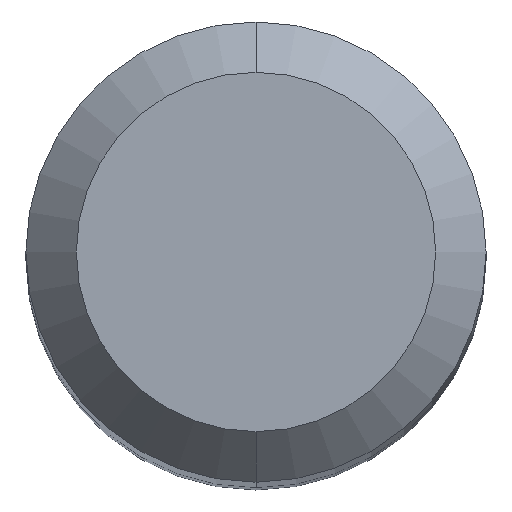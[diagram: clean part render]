
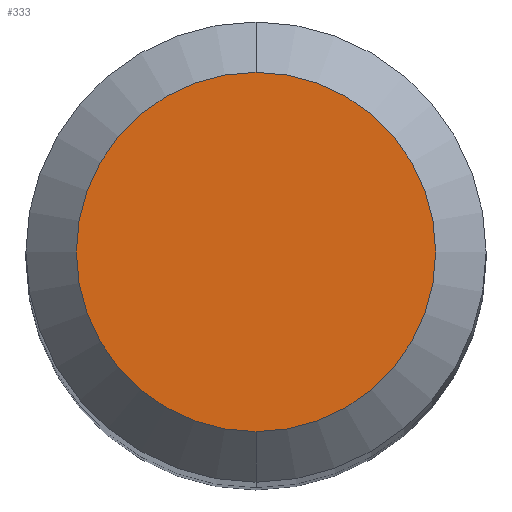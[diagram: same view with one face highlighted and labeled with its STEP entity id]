
A CAD part, top view. The second image highlights one B-rep face of the part: STEP entity #333.
In plain terms, the highlighted planar face has unit normal (0, 0, 1).
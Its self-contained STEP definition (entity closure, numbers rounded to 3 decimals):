
#17 = PLANE ( 'NONE',  #134 ) ;
#43 = ORIENTED_EDGE ( 'NONE', *, *, #234, .F. ) ;
#49 = EDGE_CURVE ( 'NONE', #275, #273, #244, .T. ) ;
#63 = DIRECTION ( 'NONE',  ( 0., 0., -1. ) ) ;
#85 = CARTESIAN_POINT ( 'NONE',  ( 0., 2.85, 74. ) ) ;
#93 = CARTESIAN_POINT ( 'NONE',  ( 0., 0., 74. ) ) ;
#118 = DIRECTION ( 'NONE',  ( 0., 1., 0. ) ) ;
#124 = AXIS2_PLACEMENT_3D ( 'NONE', #313, #231, #228 ) ;
#134 = AXIS2_PLACEMENT_3D ( 'NONE', #324, #63, #118 ) ;
#155 = CARTESIAN_POINT ( 'NONE',  ( 0., -2.85, 74. ) ) ;
#194 = DIRECTION ( 'NONE',  ( 0., 0., -1. ) ) ;
#214 = FACE_OUTER_BOUND ( 'NONE', #254, .T. ) ;
#223 = ORIENTED_EDGE ( 'NONE', *, *, #49, .F. ) ;
#228 = DIRECTION ( 'NONE',  ( 0., 1., 0. ) ) ;
#231 = DIRECTION ( 'NONE',  ( 0., 0., -1. ) ) ;
#232 = CIRCLE ( 'NONE', #124, 2.85 ) ;
#234 = EDGE_CURVE ( 'NONE', #273, #275, #232, .T. ) ;
#244 = CIRCLE ( 'NONE', #329, 2.85 ) ;
#248 = DIRECTION ( 'NONE',  ( 0., 1., 0. ) ) ;
#254 = EDGE_LOOP ( 'NONE', ( #223, #43 ) ) ;
#273 = VERTEX_POINT ( 'NONE', #155 ) ;
#275 = VERTEX_POINT ( 'NONE', #85 ) ;
#313 = CARTESIAN_POINT ( 'NONE',  ( 0., 0., 74. ) ) ;
#324 = CARTESIAN_POINT ( 'NONE',  ( 0., 0., 74. ) ) ;
#329 = AXIS2_PLACEMENT_3D ( 'NONE', #93, #194, #248 ) ;
#333 = ADVANCED_FACE ( 'NONE', ( #214 ), #17, .F. ) ;
